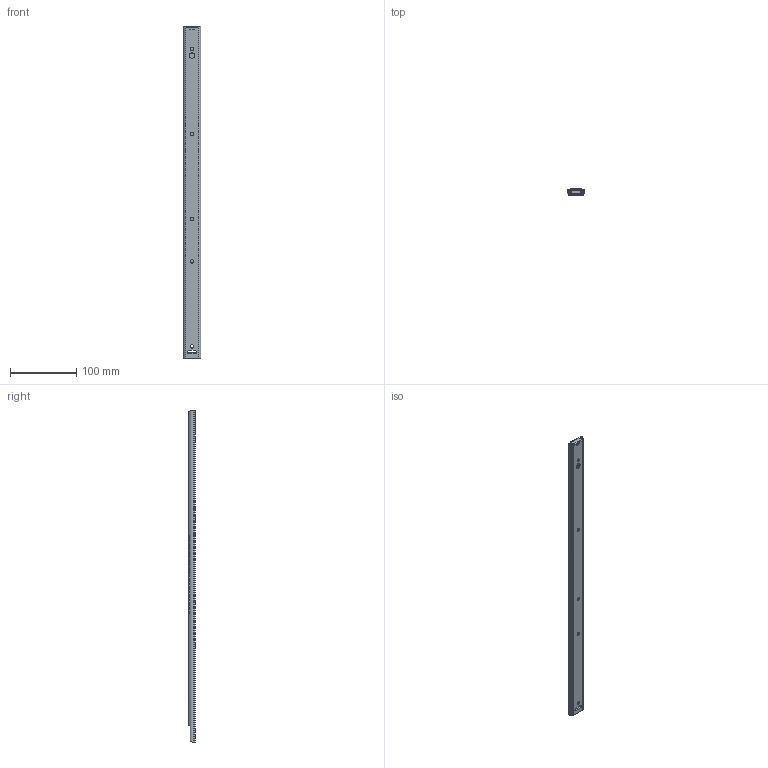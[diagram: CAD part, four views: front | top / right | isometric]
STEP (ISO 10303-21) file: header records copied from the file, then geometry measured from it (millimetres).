
FILE_DESCRIPTION(/* description */ (''),/* implementation_level */ '2;1');
FILE_NAME(/* name */ '109-046 in.stp',/* time_stamp */ '2015-06-16T12:09:19+02:00',/* author */ ('stagece'),/* organization */ (''),/* preprocessor_version */ 'ST-DEVELOPER v15.6',/* originating_system */ 'Autodesk Inventor 2015',/* authorisation */ '');
FILE_SCHEMA (('AUTOMOTIVE_DESIGN { 1 0 10303 214 3 1 1 }'));
Length unit declared in the file: millimetre
Products named in the file (10): E000031138; E000031139; E000031136; E000031140; E000031137; E000031135; E000031132; E000031139_MIR; E000031136_MIR; 109-046 in
Assembly tree (27 placements, depth 4):
  109-046 in
    E000031136
      E000031138
      E000031139  x15
    E000031140
    E000031132
      E000031135
        E000031137
    E000031136_MIR
      E000031139_MIR  x5
Bounding box: 27.03 x 9.5 x 500 mm (x, y, z)
Volume: 39847.9 mm3; surface area: 71685.9 mm2
Topology: 23 solids, 23 shells, 384 faces, 1133 edges, 748 vertices
Faces by surface type: plane 202, cylinder 162, sphere 20
Full cylindrical faces by diameter (mm): 4.1 x20, 5 x10, 8 x2
Entity records: 12637 total; most frequent: CARTESIAN_POINT 2194, DIRECTION 2169, ORIENTED_EDGE 2086, EDGE_CURVE 1043, AXIS2_PLACEMENT_3D 727, LINE 715, VECTOR 715, VERTEX_POINT 712
